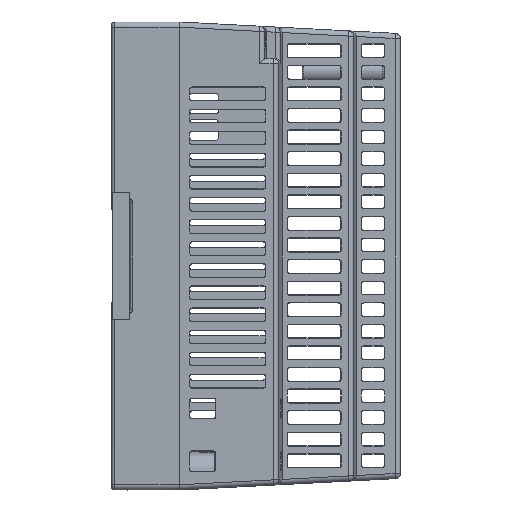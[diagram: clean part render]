
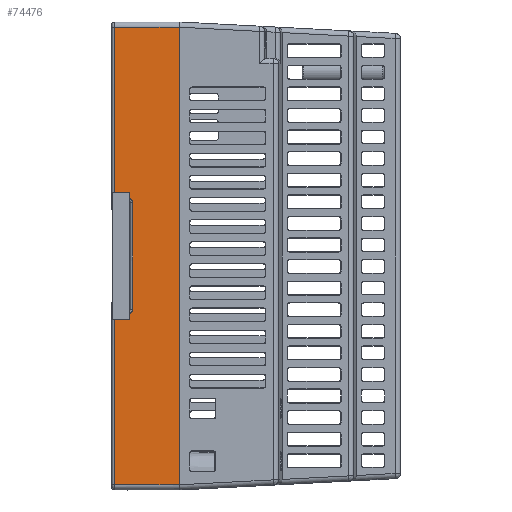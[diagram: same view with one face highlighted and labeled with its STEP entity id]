
A CAD part, front view. The second image highlights one B-rep face of the part: STEP entity #74476.
In plain terms, the highlighted planar face has unit normal (0, -1, 0).
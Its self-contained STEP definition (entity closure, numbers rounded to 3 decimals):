
#791 = ORIENTED_EDGE ( 'NONE', *, *, #60997, .F. ) ;
#1544 = LINE ( 'NONE', #84430, #49703 ) ;
#1736 = EDGE_CURVE ( 'NONE', #52969, #84944, #28338, .T. ) ;
#3384 = DIRECTION ( 'NONE',  ( -1., 0., 0. ) ) ;
#5062 = EDGE_CURVE ( 'NONE', #102600, #84449, #51906, .T. ) ;
#5571 = ORIENTED_EDGE ( 'NONE', *, *, #46435, .T. ) ;
#6496 = DIRECTION ( 'NONE',  ( -1., 0., 0. ) ) ;
#6539 = CARTESIAN_POINT ( 'NONE',  ( 4., -45.5, -10.238 ) ) ;
#6903 = CARTESIAN_POINT ( 'NONE',  ( 0.5, -45.5, -11.238 ) ) ;
#8977 = CARTESIAN_POINT ( 'NONE',  ( 3., -45.5, 11.238 ) ) ;
#10236 = VECTOR ( 'NONE', #26820, 1000. ) ;
#11557 = CARTESIAN_POINT ( 'NONE',  ( 3., -45.5, 11.238 ) ) ;
#12362 = EDGE_CURVE ( 'NONE', #66680, #29775, #20540, .T. ) ;
#12749 = VERTEX_POINT ( 'NONE', #42496 ) ;
#12836 = CARTESIAN_POINT ( 'NONE',  ( 4., -45.5, 45. ) ) ;
#14277 = CARTESIAN_POINT ( 'NONE',  ( 0., -45.5, 44. ) ) ;
#14319 = CARTESIAN_POINT ( 'NONE',  ( 3.261, -45.5, -11.212 ) ) ;
#14681 = CARTESIAN_POINT ( 'NONE',  ( 3.872, -45.5, -10.744 ) ) ;
#17701 = ORIENTED_EDGE ( 'NONE', *, *, #1736, .T. ) ;
#20041 = LINE ( 'NONE', #77980, #103812 ) ;
#20540 = LINE ( 'NONE', #100147, #104319 ) ;
#20749 = CARTESIAN_POINT ( 'NONE',  ( 3.872, -45.5, 10.743 ) ) ;
#21575 = VERTEX_POINT ( 'NONE', #39362 ) ;
#22059 = VERTEX_POINT ( 'NONE', #26965 ) ;
#22431 = CARTESIAN_POINT ( 'NONE',  ( 3.133, -45.5, -11.238 ) ) ;
#23582 = ORIENTED_EDGE ( 'NONE', *, *, #12362, .T. ) ;
#25931 = ORIENTED_EDGE ( 'NONE', *, *, #92390, .T. ) ;
#26812 = CARTESIAN_POINT ( 'NONE',  ( 4., -45.5, 10.238 ) ) ;
#26820 = DIRECTION ( 'NONE',  ( 0., 0., -1. ) ) ;
#26965 = CARTESIAN_POINT ( 'NONE',  ( 13., -45.5, 44. ) ) ;
#27371 = VECTOR ( 'NONE', #37553, 1000. ) ;
#28338 = LINE ( 'NONE', #12836, #96948 ) ;
#29519 = EDGE_CURVE ( 'NONE', #51249, #52969, #38595, .T. ) ;
#29775 = VERTEX_POINT ( 'NONE', #6903 ) ;
#31770 = LINE ( 'NONE', #43098, #10236 ) ;
#36805 = EDGE_CURVE ( 'NONE', #29775, #21575, #1544, .T. ) ;
#37036 = CARTESIAN_POINT ( 'NONE',  ( 3.133, -45.5, 11.238 ) ) ;
#37553 = DIRECTION ( 'NONE',  ( 1., 0., 0. ) ) ;
#38008 = VECTOR ( 'NONE', #87178, 1000. ) ;
#38595 = B_SPLINE_CURVE_WITH_KNOTS ( 'NONE', 3,
 ( #11557, #37036, #85205, #84861, #69555, #102296, #20749, #61108, #94084, #84516 ),
 .UNSPECIFIED., .F., .F.,
 ( 4, 2, 2, 2, 4 ),
 ( 0., 0.25, 0.5, 0.75, 1. ),
 .UNSPECIFIED. ) ;
#39362 = CARTESIAN_POINT ( 'NONE',  ( 0.5, -45.5, -44. ) ) ;
#42496 = CARTESIAN_POINT ( 'NONE',  ( 13., -45.5, -44. ) ) ;
#43098 = CARTESIAN_POINT ( 'NONE',  ( 13., -45.5, 0. ) ) ;
#46435 = EDGE_CURVE ( 'NONE', #84449, #51249, #20041, .T. ) ;
#46510 = CARTESIAN_POINT ( 'NONE',  ( 3.615, -45.5, -11.038 ) ) ;
#49703 = VECTOR ( 'NONE', #92580, 1000. ) ;
#51249 = VERTEX_POINT ( 'NONE', #8977 ) ;
#51906 = LINE ( 'NONE', #55286, #38008 ) ;
#52969 = VERTEX_POINT ( 'NONE', #26812 ) ;
#54586 = DIRECTION ( 'NONE',  ( 1., 0., 0. ) ) ;
#55286 = CARTESIAN_POINT ( 'NONE',  ( 0.5, -45.5, 45. ) ) ;
#55822 = LINE ( 'NONE', #14277, #65889 ) ;
#56082 = CARTESIAN_POINT ( 'NONE',  ( 3., -45.5, -11.238 ) ) ;
#56518 = DIRECTION ( 'NONE',  ( 0., -1., 0. ) ) ;
#60997 = EDGE_CURVE ( 'NONE', #22059, #12749, #31770, .T. ) ;
#61108 = CARTESIAN_POINT ( 'NONE',  ( 3.974, -45.5, 10.499 ) ) ;
#61769 = CARTESIAN_POINT ( 'NONE',  ( 3.8, -45.5, -10.852 ) ) ;
#63128 = CARTESIAN_POINT ( 'NONE',  ( 3.975, -45.5, -10.498 ) ) ;
#63485 = EDGE_LOOP ( 'NONE', ( #95388, #101350, #5571, #95283, #17701, #25931, #23582, #81053, #88765, #791 ) ) ;
#63654 = CARTESIAN_POINT ( 'NONE',  ( 0.5, -45.5, 11.238 ) ) ;
#64270 = PLANE ( 'NONE',  #89670 ) ;
#64659 = EDGE_CURVE ( 'NONE', #21575, #12749, #89526, .T. ) ;
#65889 = VECTOR ( 'NONE', #6496, 1000. ) ;
#66680 = VERTEX_POINT ( 'NONE', #70167 ) ;
#69555 = CARTESIAN_POINT ( 'NONE',  ( 3.615, -45.5, 11.038 ) ) ;
#70167 = CARTESIAN_POINT ( 'NONE',  ( 3., -45.5, -11.238 ) ) ;
#74476 = ADVANCED_FACE ( 'NONE', ( #89567 ), #64270, .T. ) ;
#76597 = B_SPLINE_CURVE_WITH_KNOTS ( 'NONE', 3,
 ( #6539, #102982, #63128, #14681, #61769, #46510, #103333, #14319, #22431, #56082 ),
 .UNSPECIFIED., .F., .F.,
 ( 4, 2, 2, 2, 4 ),
 ( 0., 0.25, 0.5, 0.75, 1. ),
 .UNSPECIFIED. ) ;
#77269 = DIRECTION ( 'NONE',  ( 0., 0., -1. ) ) ;
#77930 = CARTESIAN_POINT ( 'NONE',  ( 0., -45.5, -44. ) ) ;
#77980 = CARTESIAN_POINT ( 'NONE',  ( 0., -45.5, 11.238 ) ) ;
#79093 = CARTESIAN_POINT ( 'NONE',  ( 0.5, -45.5, 44. ) ) ;
#81053 = ORIENTED_EDGE ( 'NONE', *, *, #36805, .T. ) ;
#84430 = CARTESIAN_POINT ( 'NONE',  ( 0.5, -45.5, 45. ) ) ;
#84449 = VERTEX_POINT ( 'NONE', #63654 ) ;
#84516 = CARTESIAN_POINT ( 'NONE',  ( 4., -45.5, 10.238 ) ) ;
#84861 = CARTESIAN_POINT ( 'NONE',  ( 3.506, -45.5, 11.11 ) ) ;
#84944 = VERTEX_POINT ( 'NONE', #98754 ) ;
#85205 = CARTESIAN_POINT ( 'NONE',  ( 3.26, -45.5, 11.212 ) ) ;
#85868 = EDGE_CURVE ( 'NONE', #22059, #102600, #55822, .T. ) ;
#87178 = DIRECTION ( 'NONE',  ( 0., 0., -1. ) ) ;
#88765 = ORIENTED_EDGE ( 'NONE', *, *, #64659, .T. ) ;
#89526 = LINE ( 'NONE', #77930, #27371 ) ;
#89567 = FACE_OUTER_BOUND ( 'NONE', #63485, .T. ) ;
#89670 = AXIS2_PLACEMENT_3D ( 'NONE', #103793, #56518, #95578 ) ;
#92390 = EDGE_CURVE ( 'NONE', #84944, #66680, #76597, .T. ) ;
#92580 = DIRECTION ( 'NONE',  ( 0., 0., -1. ) ) ;
#94084 = CARTESIAN_POINT ( 'NONE',  ( 4., -45.5, 10.371 ) ) ;
#95283 = ORIENTED_EDGE ( 'NONE', *, *, #29519, .T. ) ;
#95388 = ORIENTED_EDGE ( 'NONE', *, *, #85868, .T. ) ;
#95578 = DIRECTION ( 'NONE',  ( -1., 0., 0. ) ) ;
#96948 = VECTOR ( 'NONE', #77269, 1000. ) ;
#98754 = CARTESIAN_POINT ( 'NONE',  ( 4., -45.5, -10.238 ) ) ;
#100147 = CARTESIAN_POINT ( 'NONE',  ( 0., -45.5, -11.238 ) ) ;
#101350 = ORIENTED_EDGE ( 'NONE', *, *, #5062, .T. ) ;
#102296 = CARTESIAN_POINT ( 'NONE',  ( 3.8, -45.5, 10.852 ) ) ;
#102600 = VERTEX_POINT ( 'NONE', #79093 ) ;
#102982 = CARTESIAN_POINT ( 'NONE',  ( 4., -45.5, -10.371 ) ) ;
#103333 = CARTESIAN_POINT ( 'NONE',  ( 3.505, -45.5, -11.11 ) ) ;
#103793 = CARTESIAN_POINT ( 'NONE',  ( 0., -45.5, 45. ) ) ;
#103812 = VECTOR ( 'NONE', #54586, 1000. ) ;
#104319 = VECTOR ( 'NONE', #3384, 1000. ) ;
